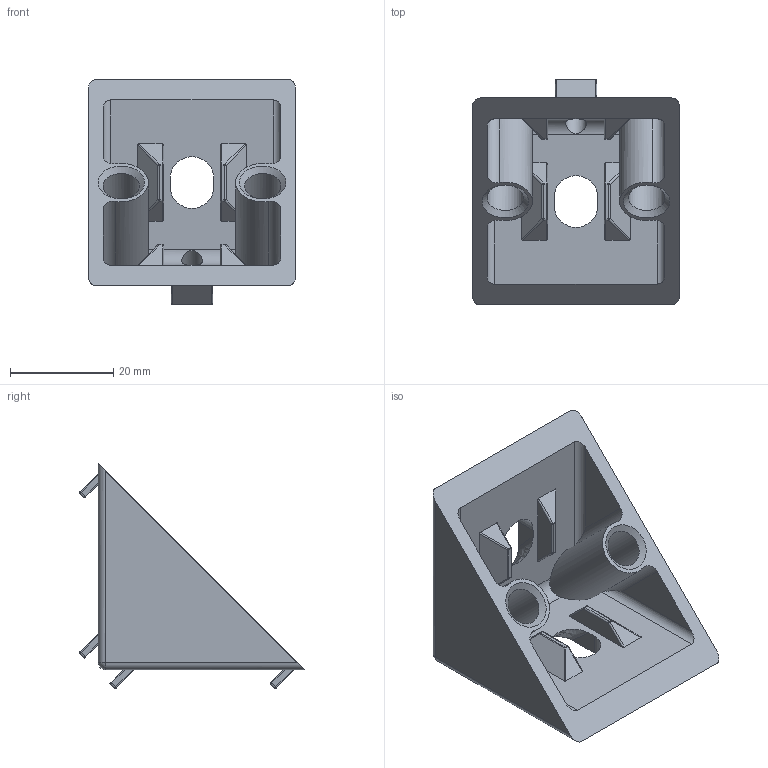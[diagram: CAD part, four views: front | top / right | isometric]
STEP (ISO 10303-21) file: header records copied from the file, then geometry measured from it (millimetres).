
FILE_DESCRIPTION((''),'2;1');
FILE_NAME('AR3628.stp','2022-01-18T13:07:49',('arma01'),(''),'Autodesk Inventor 2013','Autodesk Inventor 2013','');
FILE_SCHEMA(('AUTOMOTIVE_DESIGN { 1 0 10303 214 1 1 1 1 }'));
Length unit declared in the file: millimetre
Products named in the file (1): AR3628
Bounding box: 40 x 43.66 x 43.66 mm (x, y, z)
Volume: 15646.3 mm3; surface area: 10332.4 mm2
Topology: 1 solids, 1 shells, 218 faces, 519 edges, 312 vertices
Faces by surface type: cylinder 93, plane 79, bspline 21, sphere 18, torus 5, cone 2
Full cylindrical faces by diameter (mm): 4 x1, 7 x2
Entity records: 7622 total; most frequent: CARTESIAN_POINT 2581, DIRECTION 1086, ORIENTED_EDGE 1016, EDGE_CURVE 508, AXIS2_PLACEMENT_3D 406, VERTEX_POINT 310, VECTOR 274, LINE 274
